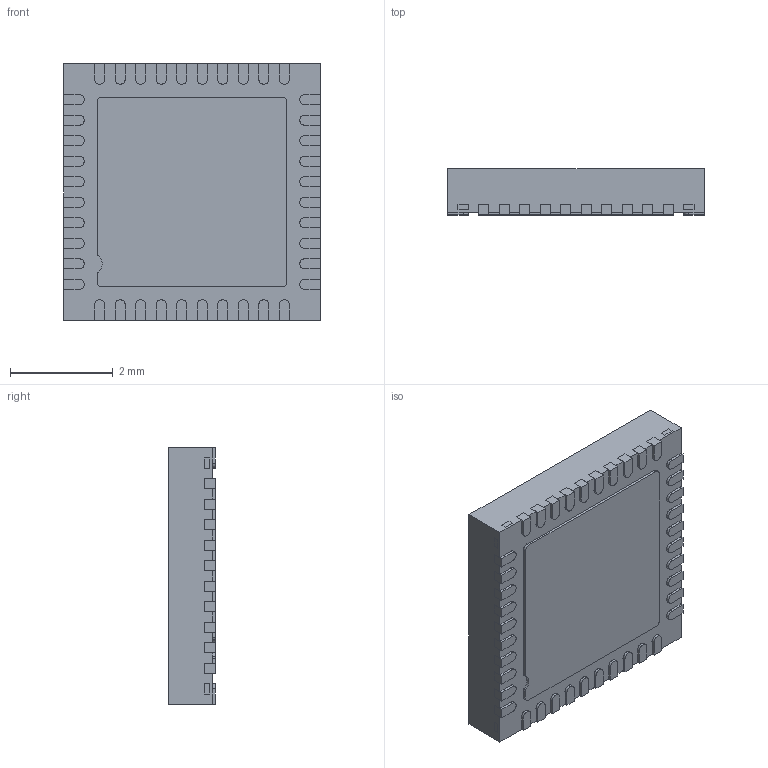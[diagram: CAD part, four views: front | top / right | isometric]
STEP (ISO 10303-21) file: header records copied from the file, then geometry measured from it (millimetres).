
FILE_DESCRIPTION (( 'STEP AP214' ), '1' );
FILE_NAME ('DA14683-00000U22.STEP', '2020-12-10T20:47:43', ( '' ), ( '' ), 'SwSTEP 2.0', 'SolidWorks 2017', '' );
FILE_SCHEMA (( 'AUTOMOTIVE_DESIGN' ));
Length unit declared in the file: millimetre
Products named in the file (1): DA14683-00000U22
Bounding box: 5 x 0.9 x 5 mm (x, y, z)
Volume: 22.1 mm3; surface area: 122.1 mm2
Topology: 47 solids, 47 shells, 516 faces, 1260 edges, 840 vertices
Faces by surface type: plane 398, cylinder 118
Entity records: 15524 total; most frequent: CARTESIAN_POINT 2617, DIRECTION 2530, ORIENTED_EDGE 2520, EDGE_CURVE 1260, LINE 1024, VECTOR 1024, VERTEX_POINT 840, AXIS2_PLACEMENT_3D 753
